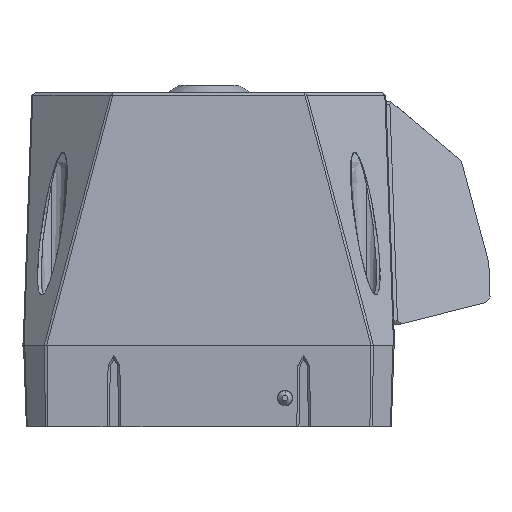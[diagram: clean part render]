
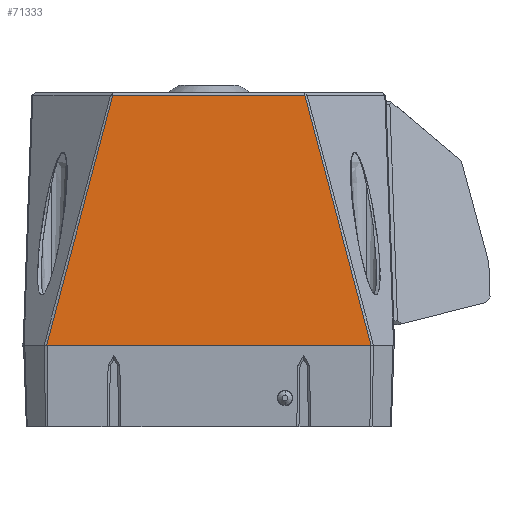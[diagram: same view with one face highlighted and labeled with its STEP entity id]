
A CAD part, left-side view. The second image highlights one B-rep face of the part: STEP entity #71333.
In plain terms, the highlighted planar face has unit normal (-0.999, 0, 0.035).
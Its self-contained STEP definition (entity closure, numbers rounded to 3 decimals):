
#1295=PLANE('',#82816);
#11105=LINE('',#215499,#17455);
#11106=LINE('',#215501,#17456);
#11107=LINE('',#215503,#17457);
#11108=LINE('',#215504,#17458);
#17455=VECTOR('',#101566,87.076);
#17456=VECTOR('',#101567,116.941);
#17457=VECTOR('',#101568,147.096);
#17458=VECTOR('',#101569,116.941);
#20522=FACE_OUTER_BOUND('',#23242,.T.);
#23242=EDGE_LOOP('',(#65654,#65655,#65656,#65657));
#39754=VERTEX_POINT('',#215497);
#39755=VERTEX_POINT('',#215498);
#39756=VERTEX_POINT('',#215500);
#39757=VERTEX_POINT('',#215502);
#52704=EDGE_CURVE('',#39754,#39755,#11105,.T.);
#52705=EDGE_CURVE('',#39755,#39756,#11106,.T.);
#52706=EDGE_CURVE('',#39756,#39757,#11107,.T.);
#52707=EDGE_CURVE('',#39757,#39754,#11108,.T.);
#65654=ORIENTED_EDGE('',*,*,#52704,.T.);
#65655=ORIENTED_EDGE('',*,*,#52705,.T.);
#65656=ORIENTED_EDGE('',*,*,#52706,.T.);
#65657=ORIENTED_EDGE('',*,*,#52707,.T.);
#71333=ADVANCED_FACE('',(#20522),#1295,.T.);
#82816=AXIS2_PLACEMENT_3D('',#215496,#101564,#101565);
#101564=DIRECTION('center_axis',(-0.999,0.,0.035));
#101565=DIRECTION('ref_axis',(0.035,0.,0.999));
#101566=DIRECTION('',(0.,1.,0.));
#101567=DIRECTION('',(-0.034,0.257,-0.966));
#101568=DIRECTION('',(0.,-1.,0.));
#101569=DIRECTION('',(0.034,0.257,0.966));
#215496=CARTESIAN_POINT('Origin',(-82.218,-74.431,33.92));
#215497=CARTESIAN_POINT('',(-80.246,-43.538,90.398));
#215498=CARTESIAN_POINT('',(-80.246,43.538,90.398));
#215499=CARTESIAN_POINT('',(-80.246,-43.538,90.398));
#215500=CARTESIAN_POINT('',(-84.19,73.548,-22.557));
#215501=CARTESIAN_POINT('',(-80.246,43.538,90.398));
#215502=CARTESIAN_POINT('',(-84.19,-73.548,-22.557));
#215503=CARTESIAN_POINT('',(-84.19,73.548,-22.557));
#215504=CARTESIAN_POINT('',(-84.19,-73.548,-22.557));
